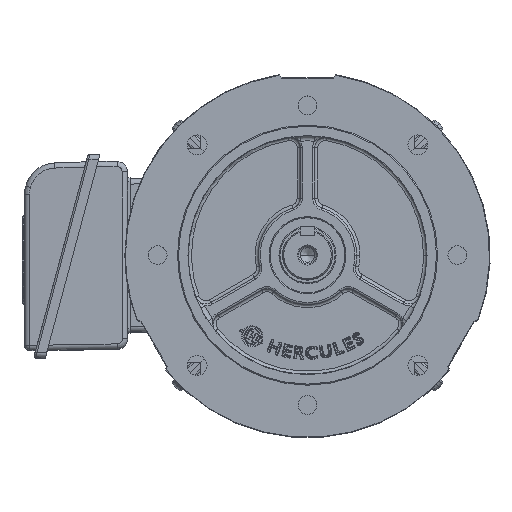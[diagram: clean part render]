
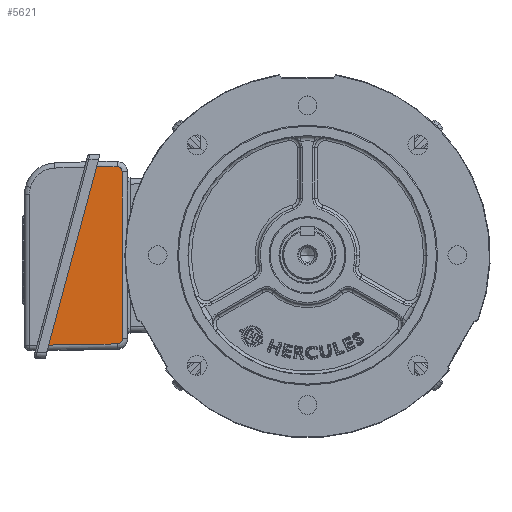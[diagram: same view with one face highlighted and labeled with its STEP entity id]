
A CAD part, top view. The second image highlights one B-rep face of the part: STEP entity #5621.
In plain terms, the highlighted face is planar.
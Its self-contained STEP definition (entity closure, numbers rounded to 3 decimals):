
#622 = CARTESIAN_POINT ( 'NONE',  ( 88.719, -80.15, 7.584 ) ) ;
#5621 = ADVANCED_FACE ( 'NONE', ( #8030 ), #64616, .T. ) ;
#5881 = CARTESIAN_POINT ( 'NONE',  ( 87.994, 80.196, 7.584 ) ) ;
#7306 = DIRECTION ( 'NONE',  ( 1., 0.005, 0.017 ) ) ;
#8030 = FACE_OUTER_BOUND ( 'NONE', #135652, .T. ) ;
#9872 = VERTEX_POINT ( 'NONE', #114328 ) ;
#11312 = DIRECTION ( 'NONE',  ( 0.017, 0.017, -1. ) ) ;
#11671 = ORIENTED_EDGE ( 'NONE', *, *, #133135, .T. ) ;
#17032 = LINE ( 'NONE', #120465, #30232 ) ;
#23356 = VERTEX_POINT ( 'NONE', #54627 ) ;
#25533 = CARTESIAN_POINT ( 'NONE',  ( 87.189, 85.916, 53.818 ) ) ;
#26399 = CARTESIAN_POINT ( 'NONE',  ( 87.994, 80.173, 7.584 ) ) ;
#30232 = VECTOR ( 'NONE', #52010, 1000. ) ;
#31844 = VECTOR ( 'NONE', #11312, 1000. ) ;
#41233 = VERTEX_POINT ( 'NONE', #114088 ) ;
#41420 = CARTESIAN_POINT ( 'NONE',  ( 87.5, 85.595, 35.449 ) ) ;
#44560 = CARTESIAN_POINT ( 'NONE',  ( 88.658, -85.15, 12.497 ) ) ;
#45246 = EDGE_CURVE ( 'NONE', #41233, #47552, #59143, .T. ) ;
#46118 = ORIENTED_EDGE ( 'NONE', *, *, #48621, .T. ) ;
#47552 = VERTEX_POINT ( 'NONE', #108603 ) ;
#47583 = EDGE_CURVE ( 'NONE', #47552, #121403, #66441, .T. ) ;
#47879 = VECTOR ( 'NONE', #84280, 1000. ) ;
#48621 = EDGE_CURVE ( 'NONE', #121403, #52019, #49327, .T. ) ;
#48798 = ORIENTED_EDGE ( 'NONE', *, *, #57419, .T. ) ;
#49327 = LINE ( 'NONE', #25533, #47879 ) ;
#51312 = CARTESIAN_POINT ( 'NONE',  ( 87.938, 85.144, 9.609 ) ) ;
#52010 = DIRECTION ( 'NONE',  ( 0., 0.966, -0.259 ) ) ;
#52019 = VERTEX_POINT ( 'NONE', #41420 ) ;
#54627 = CARTESIAN_POINT ( 'NONE',  ( 88.658, -85.15, 12.497 ) ) ;
#57419 = EDGE_CURVE ( 'NONE', #23356, #41233, #64689, .T. ) ;
#59143 = LINE ( 'NONE', #26399, #126066 ) ;
#64616 = PLANE ( 'NONE',  #88280 ) ;
#64689 =( BOUNDED_CURVE ( )  B_SPLINE_CURVE ( 3, ( #44560, #125632, #136035, #622 ),
 .UNSPECIFIED., .F., .F. ) 
 B_SPLINE_CURVE_WITH_KNOTS ( ( 4, 4 ),
 ( 1.85, 3.403 ),
 .UNSPECIFIED. ) 
 CURVE ( )  GEOMETRIC_REPRESENTATION_ITEM ( )  RATIONAL_B_SPLINE_CURVE ( ( 1., 0.809, 0.809, 1. ) ) 
 REPRESENTATION_ITEM ( '' )  );
#66441 =( BOUNDED_CURVE ( )  B_SPLINE_CURVE ( 3, ( #5881, #95244, #51312, #97434 ),
 .UNSPECIFIED., .F., .F. ) 
 B_SPLINE_CURVE_WITH_KNOTS ( ( 4, 4 ),
 ( 3.403, 4.957 ),
 .UNSPECIFIED. ) 
 CURVE ( )  GEOMETRIC_REPRESENTATION_ITEM ( )  RATIONAL_B_SPLINE_CURVE ( ( 1., 0.809, 0.809, 1. ) ) 
 REPRESENTATION_ITEM ( '' )  );
#76510 = DIRECTION ( 'NONE',  ( 0.017, 0., -1. ) ) ;
#77250 = CARTESIAN_POINT ( 'NONE',  ( 87.5, 12.221, 55.11 ) ) ;
#82939 = DIRECTION ( 'NONE',  ( -0.005, 1., 0. ) ) ;
#84280 = DIRECTION ( 'NONE',  ( -0.017, 0.017, 1. ) ) ;
#88280 = AXIS2_PLACEMENT_3D ( 'NONE', #77250, #7306, #76510 ) ;
#95244 = CARTESIAN_POINT ( 'NONE',  ( 87.981, 83.084, 7.584 ) ) ;
#97434 = CARTESIAN_POINT ( 'NONE',  ( 87.889, 85.195, 12.497 ) ) ;
#98084 = ORIENTED_EDGE ( 'NONE', *, *, #139110, .F. ) ;
#108603 = CARTESIAN_POINT ( 'NONE',  ( 87.994, 80.196, 7.584 ) ) ;
#109352 = ORIENTED_EDGE ( 'NONE', *, *, #47583, .T. ) ;
#114088 = CARTESIAN_POINT ( 'NONE',  ( 88.719, -80.15, 7.584 ) ) ;
#114328 = CARTESIAN_POINT ( 'NONE',  ( 87.5, -86.355, 81.523 ) ) ;
#120465 = CARTESIAN_POINT ( 'NONE',  ( 87.5, 12.221, 55.11 ) ) ;
#121403 = VERTEX_POINT ( 'NONE', #134330 ) ;
#123413 = ORIENTED_EDGE ( 'NONE', *, *, #45246, .T. ) ;
#125632 = CARTESIAN_POINT ( 'NONE',  ( 88.707, -85.099, 9.609 ) ) ;
#126066 = VECTOR ( 'NONE', #82939, 1000. ) ;
#133135 = EDGE_CURVE ( 'NONE', #9872, #23356, #138537, .T. ) ;
#134330 = CARTESIAN_POINT ( 'NONE',  ( 87.889, 85.195, 12.497 ) ) ;
#135652 = EDGE_LOOP ( 'NONE', ( #98084, #11671, #48798, #123413, #109352, #46118 ) ) ;
#136035 = CARTESIAN_POINT ( 'NONE',  ( 88.732, -83.039, 7.584 ) ) ;
#136308 = CARTESIAN_POINT ( 'NONE',  ( 88.66, -85.148, 12.413 ) ) ;
#138537 = LINE ( 'NONE', #136308, #31844 ) ;
#139110 = EDGE_CURVE ( 'NONE', #9872, #52019, #17032, .T. ) ;
